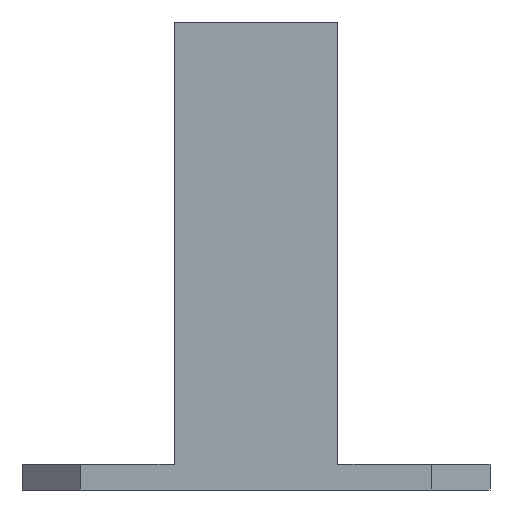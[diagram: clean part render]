
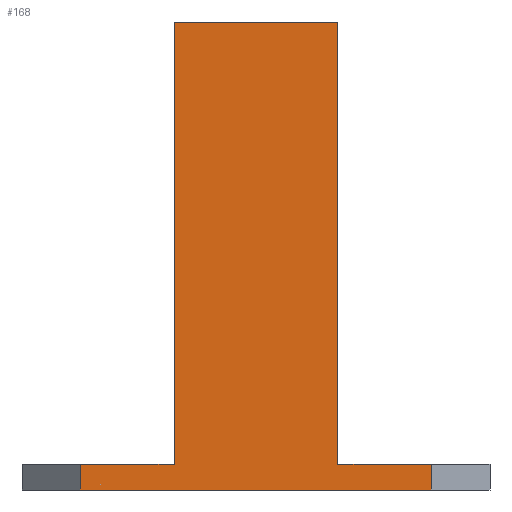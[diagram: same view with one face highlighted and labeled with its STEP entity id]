
A CAD part, left-side view. The second image highlights one B-rep face of the part: STEP entity #168.
In plain terms, the highlighted planar face has unit normal (-1, 0, 0).
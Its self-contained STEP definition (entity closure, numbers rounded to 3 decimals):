
#168 = ADVANCED_FACE( '', ( #2147 ), #2148, .F. );
#2147 = FACE_OUTER_BOUND( '', #6780, .T. );
#2148 = PLANE( '', #6781 );
#6780 = EDGE_LOOP( '', ( #11960, #11961, #11962, #11963, #11964, #11965, #11966, #11967 ) );
#6781 = AXIS2_PLACEMENT_3D( '', #11968, #11969, #11970 );
#11960 = ORIENTED_EDGE( '', *, *, #19677, .F. );
#11961 = ORIENTED_EDGE( '', *, *, #19132, .T. );
#11962 = ORIENTED_EDGE( '', *, *, #19329, .T. );
#11963 = ORIENTED_EDGE( '', *, *, #18748, .T. );
#11964 = ORIENTED_EDGE( '', *, *, #19149, .F. );
#11965 = ORIENTED_EDGE( '', *, *, #19676, .F. );
#11966 = ORIENTED_EDGE( '', *, *, #19678, .F. );
#11967 = ORIENTED_EDGE( '', *, *, #19679, .T. );
#11968 = CARTESIAN_POINT( '', ( -500., 500., 55. ) );
#11969 = DIRECTION( '', ( 1., 0., 0. ) );
#11970 = DIRECTION( '', ( 0., 1., 0. ) );
#18748 = EDGE_CURVE( '', #21149, #21146, #21150, .T. );
#19132 = EDGE_CURVE( '', #21874, #21878, #21880, .T. );
#19149 = EDGE_CURVE( '', #21910, #21146, #21912, .T. );
#19329 = EDGE_CURVE( '', #21878, #21149, #22220, .T. );
#19676 = EDGE_CURVE( '', #22908, #21910, #22910, .T. );
#19677 = EDGE_CURVE( '', #21874, #22911, #22912, .T. );
#19678 = EDGE_CURVE( '', #22913, #22908, #22914, .T. );
#19679 = EDGE_CURVE( '', #22913, #22911, #22915, .T. );
#21146 = VERTEX_POINT( '', #25058 );
#21149 = VERTEX_POINT( '', #25062 );
#21150 = LINE( '', #25063, #25064 );
#21874 = VERTEX_POINT( '', #26346 );
#21878 = VERTEX_POINT( '', #26352 );
#21880 = LINE( '', #26355, #26356 );
#21910 = VERTEX_POINT( '', #26396 );
#21912 = LINE( '', #26399, #26400 );
#22220 = LINE( '', #26963, #26964 );
#22908 = VERTEX_POINT( '', #27655 );
#22910 = LINE( '', #27658, #27659 );
#22911 = VERTEX_POINT( '', #27660 );
#22912 = LINE( '', #27661, #27662 );
#22913 = VERTEX_POINT( '', #27663 );
#22914 = LINE( '', #27664, #27665 );
#22915 = LINE( '', #27666, #27667 );
#25058 = CARTESIAN_POINT( '', ( -500., -375., 55. ) );
#25062 = CARTESIAN_POINT( '', ( -500., -375., 0. ) );
#25063 = CARTESIAN_POINT( '', ( -500., -375., 55. ) );
#25064 = VECTOR( '', #30289, 1000. );
#26346 = CARTESIAN_POINT( '', ( -500., 375., 55. ) );
#26352 = CARTESIAN_POINT( '', ( -500., 375., 0. ) );
#26355 = CARTESIAN_POINT( '', ( -500., 375., 55. ) );
#26356 = VECTOR( '', #31199, 1000. );
#26396 = CARTESIAN_POINT( '', ( -500., -175., 55. ) );
#26399 = CARTESIAN_POINT( '', ( -500., 500., 55. ) );
#26400 = VECTOR( '', #31226, 1000. );
#26963 = CARTESIAN_POINT( '', ( -500., 500., 0. ) );
#26964 = VECTOR( '', #31614, 1000. );
#27655 = CARTESIAN_POINT( '', ( -500., -175., 1000. ) );
#27658 = CARTESIAN_POINT( '', ( -500., -175., 1000. ) );
#27659 = VECTOR( '', #32645, 1000. );
#27660 = CARTESIAN_POINT( '', ( -500., 175., 55. ) );
#27661 = CARTESIAN_POINT( '', ( -500., 500., 55. ) );
#27662 = VECTOR( '', #32646, 1000. );
#27663 = CARTESIAN_POINT( '', ( -500., 175., 1000. ) );
#27664 = CARTESIAN_POINT( '', ( -500., 175., 1000. ) );
#27665 = VECTOR( '', #32647, 1000. );
#27666 = CARTESIAN_POINT( '', ( -500., 175., 1000. ) );
#27667 = VECTOR( '', #32648, 1000. );
#30289 = DIRECTION( '', ( 0., 0., 1. ) );
#31199 = DIRECTION( '', ( 0., 0., -1. ) );
#31226 = DIRECTION( '', ( 0., -1., 0. ) );
#31614 = DIRECTION( '', ( 0., -1., 0. ) );
#32645 = DIRECTION( '', ( 0., 0., -1. ) );
#32646 = DIRECTION( '', ( 0., -1., 0. ) );
#32647 = DIRECTION( '', ( 0., -1., 0. ) );
#32648 = DIRECTION( '', ( 0., 0., -1. ) );
